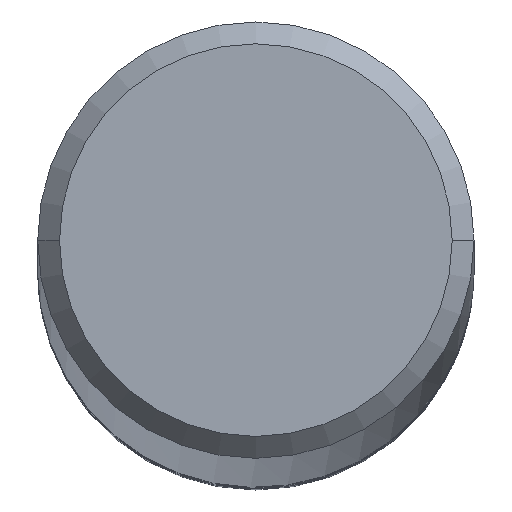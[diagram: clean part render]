
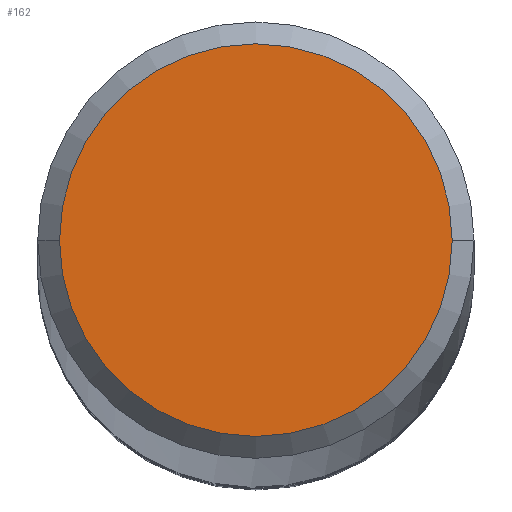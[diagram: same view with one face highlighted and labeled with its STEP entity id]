
A CAD part, top view. The second image highlights one B-rep face of the part: STEP entity #162.
In plain terms, the highlighted planar face has unit normal (0, 0, 1).
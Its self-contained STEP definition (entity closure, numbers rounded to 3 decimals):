
#86 = EDGE_LOOP ( 'NONE', ( #164, #160 ) ) ;
#88 = EDGE_CURVE ( 'NONE', #114, #116, #589, .T. ) ;
#114 = VERTEX_POINT ( 'NONE', #571 ) ;
#116 = VERTEX_POINT ( 'NONE', #564 ) ;
#124 = EDGE_CURVE ( 'NONE', #116, #114, #568, .T. ) ;
#160 = ORIENTED_EDGE ( 'NONE', *, *, #124, .T. ) ;
#162 = ADVANCED_FACE ( 'NONE', ( #1000 ), #1006, .T. ) ;
#164 = ORIENTED_EDGE ( 'NONE', *, *, #88, .T. ) ;
#534 = DIRECTION ( 'NONE',  ( 1., 0., 0. ) ) ;
#535 = DIRECTION ( 'NONE',  ( 0., 0., 1. ) ) ;
#551 = CARTESIAN_POINT ( 'NONE',  ( 0., 0., 125. ) ) ;
#564 = CARTESIAN_POINT ( 'NONE',  ( 2.7, 0., 125. ) ) ;
#565 = AXIS2_PLACEMENT_3D ( 'NONE', #551, #535, #534 ) ;
#568 = CIRCLE ( 'NONE', #565, 2.7 ) ;
#571 = CARTESIAN_POINT ( 'NONE',  ( -2.7, 0., 125. ) ) ;
#588 = CARTESIAN_POINT ( 'NONE',  ( 0., 0., 125. ) ) ;
#589 = CIRCLE ( 'NONE', #656, 2.7 ) ;
#654 = DIRECTION ( 'NONE',  ( 1., 0., 0. ) ) ;
#655 = DIRECTION ( 'NONE',  ( 0., 0., 1. ) ) ;
#656 = AXIS2_PLACEMENT_3D ( 'NONE', #588, #655, #654 ) ;
#871 = AXIS2_PLACEMENT_3D ( 'NONE', #872, #1185, #1184 ) ;
#872 = CARTESIAN_POINT ( 'NONE',  ( 0., 0., 125. ) ) ;
#1000 = FACE_OUTER_BOUND ( 'NONE', #86, .T. ) ;
#1006 = PLANE ( 'NONE',  #871 ) ;
#1184 = DIRECTION ( 'NONE',  ( 1., 0., 0. ) ) ;
#1185 = DIRECTION ( 'NONE',  ( 0., 0., 1. ) ) ;
